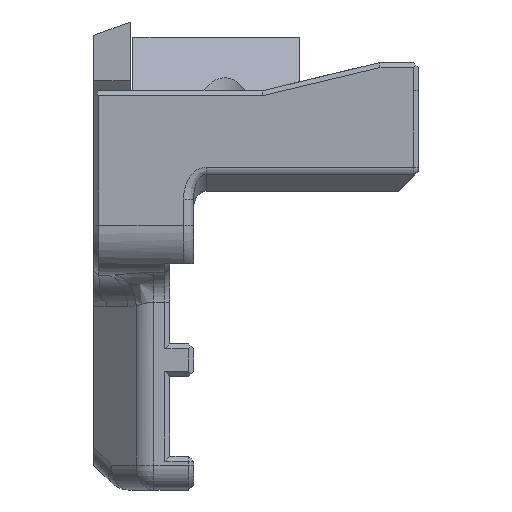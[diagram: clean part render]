
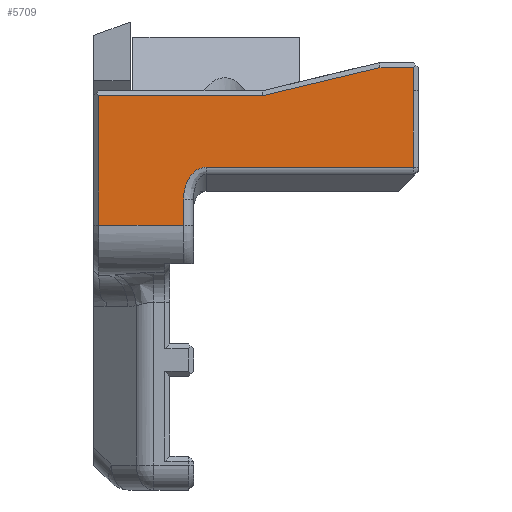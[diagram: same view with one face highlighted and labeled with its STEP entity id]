
A CAD part, front view. The second image highlights one B-rep face of the part: STEP entity #5709.
In plain terms, the highlighted planar face has unit normal (0, -1, 0).
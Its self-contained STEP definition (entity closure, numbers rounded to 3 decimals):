
#81=B_SPLINE_CURVE_WITH_KNOTS('',3,(#9862,#9863,#9864,#9865,#9866,#9867,
#9868,#9869,#9870,#9871),.UNSPECIFIED.,.F.,.F.,(4,2,2,2,4),(1.571,
1.963,2.356,2.749,3.142),
 .UNSPECIFIED.);
#230=PLANE('',#6217);
#573=FACE_OUTER_BOUND('',#901,.T.);
#901=EDGE_LOOP('',(#4920,#4921,#4922,#4923,#4924,#4925,#4926,#4927,#4928,
#4929));
#1223=LINE('',#8750,#1846);
#1480=LINE('',#9855,#2103);
#1481=LINE('',#9857,#2104);
#1482=LINE('',#9858,#2105);
#1483=LINE('',#9860,#2106);
#1484=LINE('',#9873,#2107);
#1485=LINE('',#9875,#2108);
#1486=LINE('',#9877,#2109);
#1487=LINE('',#9878,#2110);
#1846=VECTOR('',#6843,1000.);
#2103=VECTOR('',#7512,1000.);
#2104=VECTOR('',#7513,1000.);
#2105=VECTOR('',#7514,1000.);
#2106=VECTOR('',#7515,1000.);
#2107=VECTOR('',#7516,1000.);
#2108=VECTOR('',#7517,1000.);
#2109=VECTOR('',#7518,1000.);
#2110=VECTOR('',#7519,1000.);
#2695=VERTEX_POINT('',#8747);
#2696=VERTEX_POINT('',#8749);
#2904=VERTEX_POINT('',#9853);
#2905=VERTEX_POINT('',#9854);
#2906=VERTEX_POINT('',#9856);
#2907=VERTEX_POINT('',#9859);
#2908=VERTEX_POINT('',#9861);
#2909=VERTEX_POINT('',#9872);
#2910=VERTEX_POINT('',#9874);
#2911=VERTEX_POINT('',#9876);
#3276=EDGE_CURVE('',#2695,#2696,#1223,.T.);
#3627=EDGE_CURVE('',#2904,#2905,#1480,.T.);
#3628=EDGE_CURVE('',#2905,#2906,#1481,.T.);
#3629=EDGE_CURVE('',#2906,#2696,#1482,.T.);
#3630=EDGE_CURVE('',#2695,#2907,#1483,.T.);
#3631=EDGE_CURVE('',#2907,#2908,#81,.T.);
#3632=EDGE_CURVE('',#2908,#2909,#1484,.T.);
#3633=EDGE_CURVE('',#2909,#2910,#1485,.T.);
#3634=EDGE_CURVE('',#2910,#2911,#1486,.T.);
#3635=EDGE_CURVE('',#2911,#2904,#1487,.T.);
#4920=ORIENTED_EDGE('',*,*,#3627,.T.);
#4921=ORIENTED_EDGE('',*,*,#3628,.T.);
#4922=ORIENTED_EDGE('',*,*,#3629,.T.);
#4923=ORIENTED_EDGE('',*,*,#3276,.F.);
#4924=ORIENTED_EDGE('',*,*,#3630,.T.);
#4925=ORIENTED_EDGE('',*,*,#3631,.T.);
#4926=ORIENTED_EDGE('',*,*,#3632,.T.);
#4927=ORIENTED_EDGE('',*,*,#3633,.T.);
#4928=ORIENTED_EDGE('',*,*,#3634,.T.);
#4929=ORIENTED_EDGE('',*,*,#3635,.T.);
#5709=ADVANCED_FACE('',(#573),#230,.T.);
#6217=AXIS2_PLACEMENT_3D('',#9852,#7510,#7511);
#6843=DIRECTION('',(-1.,0.,0.));
#7510=DIRECTION('center_axis',(0.,-1.,0.));
#7511=DIRECTION('ref_axis',(-1.,0.,0.));
#7512=DIRECTION('',(-0.972,0.,-0.233));
#7513=DIRECTION('',(-1.,0.,0.));
#7514=DIRECTION('',(0.,0.,-1.));
#7515=DIRECTION('',(0.,0.,1.));
#7516=DIRECTION('',(1.,0.,0.));
#7517=DIRECTION('',(0.,0.,1.));
#7518=DIRECTION('',(0.,0.,1.));
#7519=DIRECTION('',(-1.,0.,0.));
#8747=CARTESIAN_POINT('',(20.66,-17.,31.8));
#8749=CARTESIAN_POINT('',(13.86,-17.,31.8));
#8750=CARTESIAN_POINT('',(35.501,-17.,31.8));
#9852=CARTESIAN_POINT('Origin',(35.501,-17.,31.8));
#9853=CARTESIAN_POINT('',(36.382,-17.,44.399));
#9854=CARTESIAN_POINT('',(27.007,-17.,42.149));
#9855=CARTESIAN_POINT('',(32.69,-17.,43.513));
#9856=CARTESIAN_POINT('',(13.86,-17.,42.149));
#9857=CARTESIAN_POINT('',(35.501,-17.,42.149));
#9858=CARTESIAN_POINT('',(13.86,-17.,31.8));
#9859=CARTESIAN_POINT('',(20.66,-17.,33.886));
#9860=CARTESIAN_POINT('',(20.66,-17.,34.686));
#9861=CARTESIAN_POINT('',(22.46,-17.,36.431));
#9862=CARTESIAN_POINT('Ctrl Pts',(20.66,-17.,33.886));
#9863=CARTESIAN_POINT('Ctrl Pts',(20.66,-17.,34.219));
#9864=CARTESIAN_POINT('Ctrl Pts',(20.707,-17.,34.552));
#9865=CARTESIAN_POINT('Ctrl Pts',(20.887,-17.,35.168));
#9866=CARTESIAN_POINT('Ctrl Pts',(21.021,-17.,35.45));
#9867=CARTESIAN_POINT('Ctrl Pts',(21.354,-17.,35.921));
#9868=CARTESIAN_POINT('Ctrl Pts',(21.553,-17.,36.11));
#9869=CARTESIAN_POINT('Ctrl Pts',(21.989,-17.,36.365));
#9870=CARTESIAN_POINT('Ctrl Pts',(22.224,-17.,36.431));
#9871=CARTESIAN_POINT('Ctrl Pts',(22.46,-17.,36.431));
#9872=CARTESIAN_POINT('',(39.06,-17.,36.431));
#9873=CARTESIAN_POINT('',(35.501,-17.,36.431));
#9874=CARTESIAN_POINT('',(39.06,-17.,42.549));
#9875=CARTESIAN_POINT('',(39.06,-17.,31.8));
#9876=CARTESIAN_POINT('',(39.06,-17.,44.399));
#9877=CARTESIAN_POINT('',(39.06,-17.,31.8));
#9878=CARTESIAN_POINT('',(35.501,-17.,44.399));
